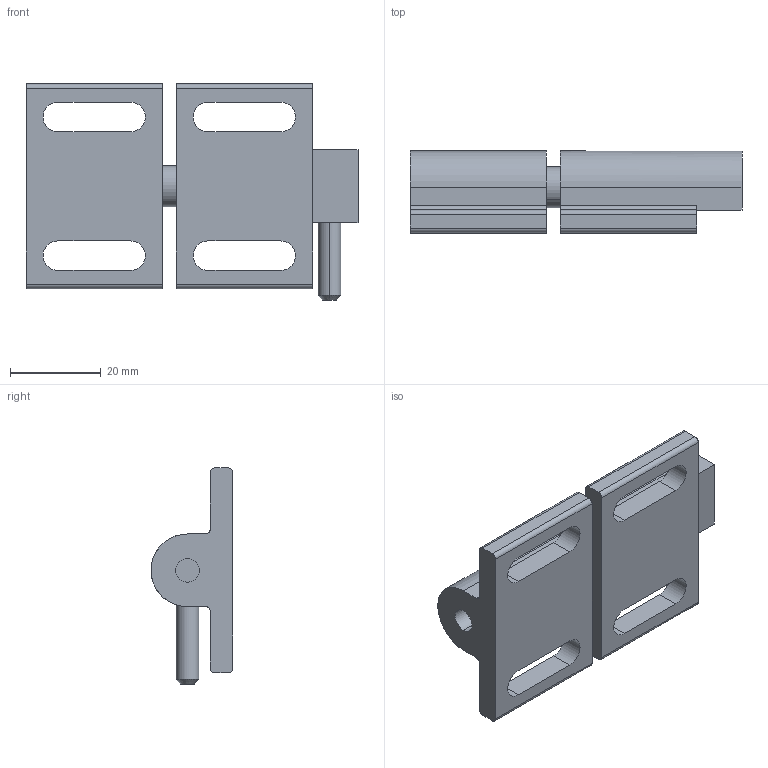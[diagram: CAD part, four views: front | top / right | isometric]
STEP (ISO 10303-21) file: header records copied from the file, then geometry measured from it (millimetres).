
FILE_DESCRIPTION (( 'STEP AP203' ), '1' );
FILE_NAME ('PNDH30.LD.ST.STEP', '2016-12-14T08:12:43', ( 'user' ), ( '' ), 'SwSTEP 2.0', 'SolidWorks 2012', '' );
FILE_SCHEMA (( 'CONFIG_CONTROL_DESIGN' ));
Length unit declared in the file: millimetre
Products named in the file (1): PNDH30.LD.ST
Bounding box: 73 x 18 x 47.5 mm (x, y, z)
Volume: 21440.9 mm3; surface area: 12387.9 mm2
Topology: 4 solids, 4 shells, 87 faces, 221 edges, 144 vertices
Faces by surface type: cylinder 40, plane 37, cone 8, torus 2
Entity records: 2754 total; most frequent: DIRECTION 485, CARTESIAN_POINT 474, ORIENTED_EDGE 442, EDGE_CURVE 221, AXIS2_PLACEMENT_3D 179, VERTEX_POINT 144, VECTOR 127, LINE 127
